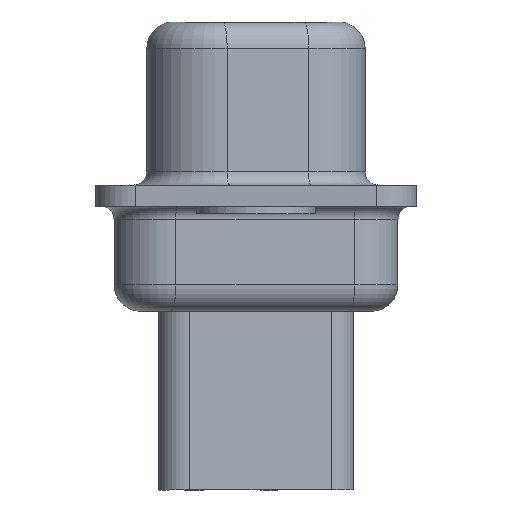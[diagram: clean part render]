
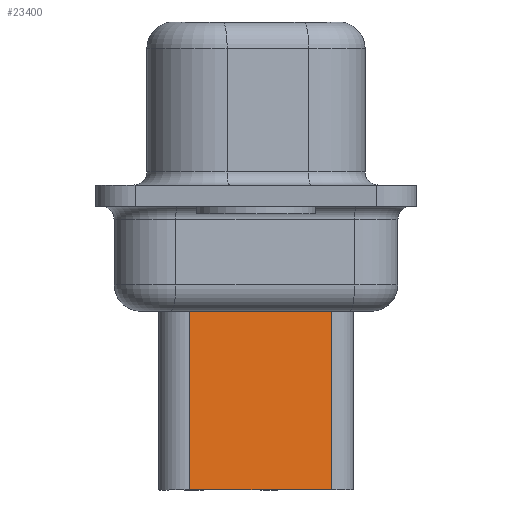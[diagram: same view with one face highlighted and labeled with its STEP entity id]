
A CAD part, left-side view. The second image highlights one B-rep face of the part: STEP entity #23400.
In plain terms, the highlighted face is planar.
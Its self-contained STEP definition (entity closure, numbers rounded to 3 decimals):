
#17020=CARTESIAN_POINT('',(121.983,53.756,
-25.2));
#17030=DIRECTION('',(0.,0.,-1.));
#17040=VECTOR('',#17030,1.);
#17050=LINE('',#17020,#17040);
#17060=CARTESIAN_POINT('',(121.983,53.756,
-25.4));
#17070=VERTEX_POINT('',#17060);
#17080=CARTESIAN_POINT('',(121.983,53.756,
-32.2));
#17090=VERTEX_POINT('',#17080);
#17100=EDGE_CURVE('',#17070,#17090,#17050,.T.);
#18350=CARTESIAN_POINT('',(116.583,52.804,
-32.2));
#18360=VERTEX_POINT('',#18350);
#18390=CARTESIAN_POINT('',(116.583,52.804,
-25.2));
#18400=DIRECTION('',(0.,0.,-1.));
#18410=VECTOR('',#18400,1.);
#18420=LINE('',#18390,#18410);
#18430=CARTESIAN_POINT('',(116.583,52.804,
-25.4));
#18440=VERTEX_POINT('',#18430);
#18450=EDGE_CURVE('',#18440,#18360,#18420,.T.);
#19790=CARTESIAN_POINT('',(57.307,42.352,
-25.4));
#19800=DIRECTION('',(0.985,0.174,
0.));
#19810=VECTOR('',#19800,1.);
#19820=LINE('',#19790,#19810);
#19830=EDGE_CURVE('',#18440,#17070,#19820,.T.);
#23240=CARTESIAN_POINT('',(121.983,53.756,
-25.2));
#23250=DIRECTION('',(-0.174,0.985,
0.));
#23260=DIRECTION('',(-0.985,-0.174,
0.));
#23270=AXIS2_PLACEMENT_3D('',#23240,#23250,#23260);
#23280=PLANE('',#23270);
#23290=ORIENTED_EDGE('',*,*,#18450,.F.);
#23300=CARTESIAN_POINT('',(57.307,42.352,
-32.2));
#23310=DIRECTION('',(-0.985,-0.174,
0.));
#23320=VECTOR('',#23310,1.);
#23330=LINE('',#23300,#23320);
#23340=EDGE_CURVE('',#17090,#18360,#23330,.T.);
#23350=ORIENTED_EDGE('',*,*,#23340,.T.);
#23360=ORIENTED_EDGE('',*,*,#17100,.T.);
#23370=ORIENTED_EDGE('',*,*,#19830,.T.);
#23380=EDGE_LOOP('',(#23370,#23360,#23350,#23290));
#23390=FACE_OUTER_BOUND('',#23380,.T.);
#23400=ADVANCED_FACE('',(#23390),#23280,.T.);
